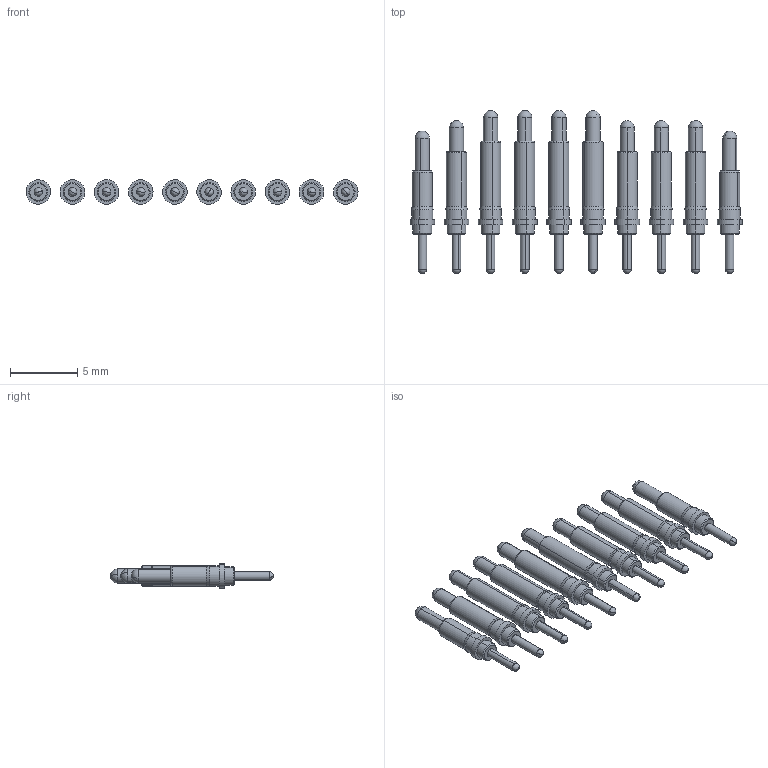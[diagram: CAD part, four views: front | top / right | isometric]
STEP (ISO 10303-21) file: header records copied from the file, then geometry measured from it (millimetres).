
FILE_DESCRIPTION (( 'STEP AP203' ), '1' );
FILE_NAME ('10PogoPins.STEP', '2018-11-15T19:43:46', ( '' ), ( '' ), 'SwSTEP 2.0', 'SolidWorks 2018', '' );
FILE_SCHEMA (( 'CONFIG_CONTROL_DESIGN' ));
Length unit declared in the file: millimetre
Products named in the file (5): 10PogoPins.STEP; 10PogoPins; mill-max-0914-0-15-20-77-14-11-0_MillMaxsldprt20180914.27420uGoldoverNickelPage25on.STEP; mill-max-0914-1-15-20-77-14-11-0_MillMaxsldprt20180914.30420uGoldoverNickelPage25on.STEP; mill-max-0914-2-15-20-77-14-11-0_MillMaxsldprt20180914.33420uGoldoverNickelPage25on.STEP
Assembly tree (11 placements, depth 3):
  10PogoPins
    10PogoPins.STEP
      mill-max-0914-0-15-20-77-14-11-0_MillMaxsldprt20180914.27420uGoldoverNickelPage25on.STEP  x2
      mill-max-0914-1-15-20-77-14-11-0_MillMaxsldprt20180914.30420uGoldoverNickelPage25on.STEP  x4
      mill-max-0914-2-15-20-77-14-11-0_MillMaxsldprt20180914.33420uGoldoverNickelPage25on.STEP  x4
Bounding box: 24.69 x 12.12 x 1.83 mm (x, y, z)
Volume: 140.4 mm3; surface area: 470.8 mm2
Topology: 10 solids, 10 shells, 270 faces, 600 edges, 360 vertices
Faces by surface type: cylinder 120, cone 60, plane 50, sphere 40
Entity records: 2891 total; most frequent: DIRECTION 462, CARTESIAN_POINT 360, ORIENTED_EDGE 324, AXIS2_PLACEMENT_3D 204, EDGE_CURVE 162, CIRCLE 108, VERTEX_POINT 102, EDGE_LOOP 96
